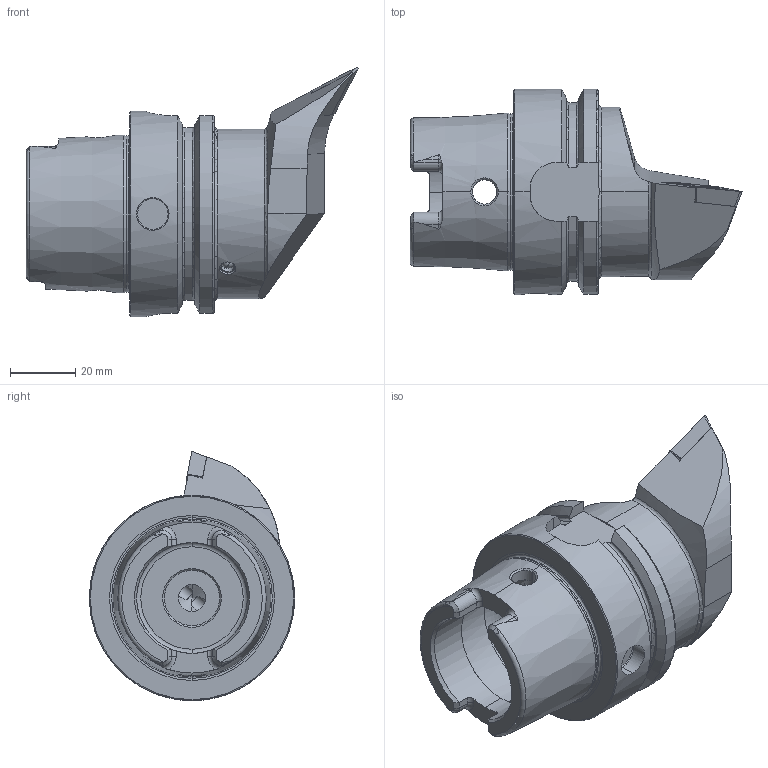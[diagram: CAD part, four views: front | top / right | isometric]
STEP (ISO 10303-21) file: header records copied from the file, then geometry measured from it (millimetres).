
FILE_DESCRIPTION (( 'STEP AP214' ), '1' );
FILE_NAME ('HA6.KVB.LPA.070.STEP', '2018-11-19T07:22:37', ( 'SWIAdmin' ), ( 'Hewlett-Packard Company' ), 'SwSTEP 2.0', 'SolidWorks 2017', '' );
FILE_SCHEMA (( 'AUTOMOTIVE_DESIGN' ));
Length unit declared in the file: millimetre
Products named in the file (5): KVT_MB_600_050; VCMT160404; WCB-ER2.001.009_A; HA6-KVB.LPA.070_C; HA6.KVB.LPA.070
Assembly tree (4 placements, depth 2):
  HA6.KVB.LPA.070
    HA6-KVB.LPA.070_C
    WCB-ER2.001.009_A
    VCMT160404
    KVT_MB_600_050
Bounding box: 101.9 x 63 x 76.5 mm (x, y, z)
Volume: 129677.6 mm3; surface area: 29188.9 mm2
Topology: 5 solids, 5 shells, 320 faces, 831 edges, 510 vertices
Faces by surface type: cylinder 89, cone 84, plane 84, torus 39, bspline 20, sphere 4
Entity records: 12663 total; most frequent: CARTESIAN_POINT 4127, ORIENTED_EDGE 1628, DIRECTION 1458, EDGE_CURVE 814, AXIS2_PLACEMENT_3D 581, VERTEX_POINT 507, EDGE_LOOP 333, ADVANCED_FACE 320
